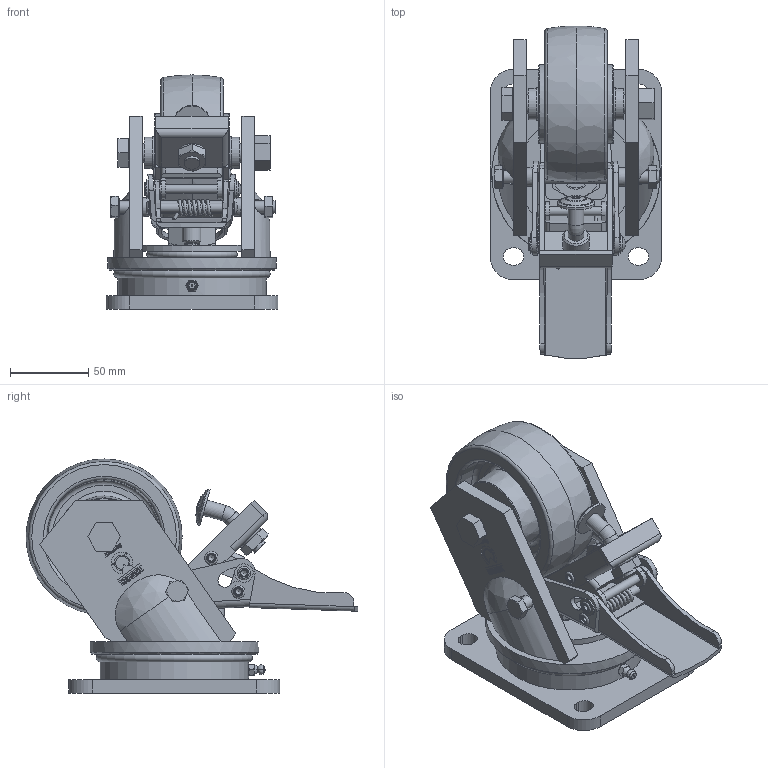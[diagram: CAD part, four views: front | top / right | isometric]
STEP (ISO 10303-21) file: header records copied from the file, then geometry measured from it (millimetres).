
FILE_DESCRIPTION(/* description */ (''),/* implementation_level */ '2;1');
FILE_NAME(/* name */ '0019292K_LP_PO_100_KDS',/* time_stamp */ '2010-12-14T09:53:01+01:00',/* author */ (''),/* organization */ (''),/* preprocessor_version */ 'ST-DEVELOPER v9',/* originating_system */ 'UGS - NX 4.0',/* authorisation */ '');
FILE_SCHEMA (('CONFIG_CONTROL_DESIGN'));
Length unit declared in the file: millimetre
Products named in the file (1): 0019292K_LP_PO_100_KDS
Bounding box: 110 x 212.59 x 150 mm (x, y, z)
Volume: 772037.4 mm3; surface area: 207135 mm2
Topology: 6 solids, 12 shells, 1031 faces, 2733 edges, 1791 vertices
Faces by surface type: plane 531, extrusion 202, cylinder 185, cone 51, torus 40, bspline 17, sphere 5
Full cylindrical faces by diameter (mm): 2 x2, 4 x3, 5.8 x4, 6 x14, 6.3 x2, 8 x4, 8.2 x2, 8.4 x2, 8.5 x5, 9 x1, 9.8 x1, 10 x6, 11.6 x1, 11.8 x2, 12 x5, 12.2 x2, 15 x3, 15.5 x2, 16.63 x1, 17 x1, 17.294 x2, 19.794 x1, 20 x2, 20.542 x4, 21 x2, 23.6 x1, 25 x1, 26.458 x4, 28 x1, 75 x1
Entity records: 35284 total; most frequent: CARTESIAN_POINT 12133, ORIENTED_EDGE 4996, DIRECTION 3872, EDGE_CURVE 2498, VERTEX_POINT 1709, EDGE_LOOP 1335, AXIS2_PLACEMENT_3D 1333, VECTOR 1206
